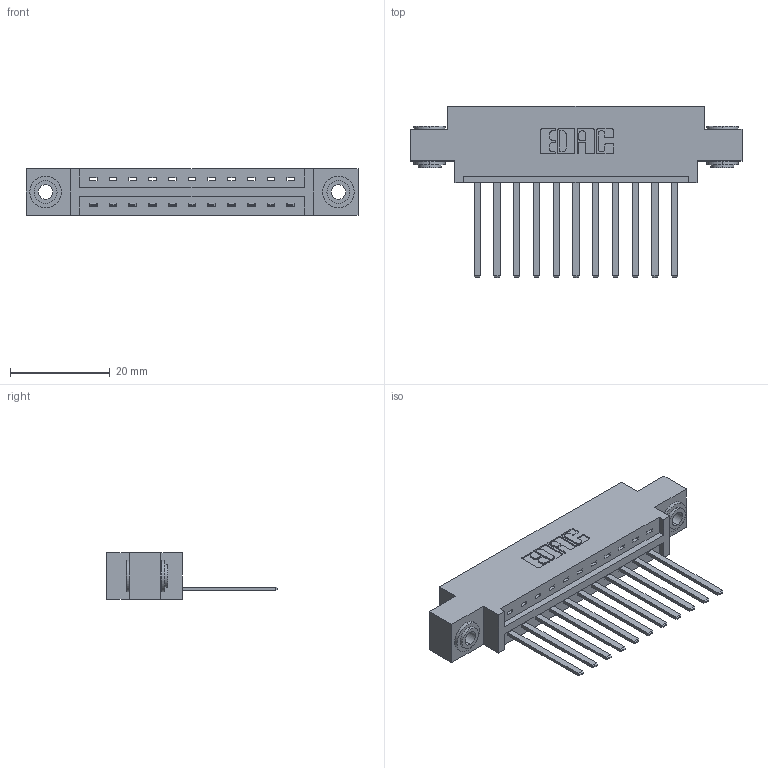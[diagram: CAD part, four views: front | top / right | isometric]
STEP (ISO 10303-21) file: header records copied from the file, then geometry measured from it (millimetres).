
FILE_DESCRIPTION (( 'STEP AP203' ), '1' );
FILE_NAME ('387-011-544-603.STEP', '2019-10-02T12:37:03', ( '' ), ( '' ), 'SwSTEP 2.0', 'SolidWorks 2016', '' );
FILE_SCHEMA (( 'CONFIG_CONTROL_DESIGN' ));
Length unit declared in the file: inch
Products named in the file (4): 345-250-002_345-250-002-102; 345-292-001_345-293-144; 387-011-544-603; 337 Part_0.170 Offset - 0.156 Dia-TH
Assembly tree (14 placements, depth 2):
  387-011-544-603
    337 Part_0.170 Offset - 0.156 Dia-TH
    345-292-001_345-293-144  x11
    345-250-002_345-250-002-102  x2
Bounding box: 66.6 x 34.3 x 9.4 mm (x, y, z)
Volume: 6563.2 mm3; surface area: 7358.2 mm2
Topology: 14 solids, 14 shells, 772 faces, 2269 edges, 1494 vertices
Faces by surface type: plane 546, cylinder 218, cone 8
Entity records: 12784 total; most frequent: CARTESIAN_POINT 2202, ORIENTED_EDGE 2142, DIRECTION 1947, EDGE_CURVE 1071, VECTOR 923, LINE 923, VERTEX_POINT 710, AXIS2_PLACEMENT_3D 512
